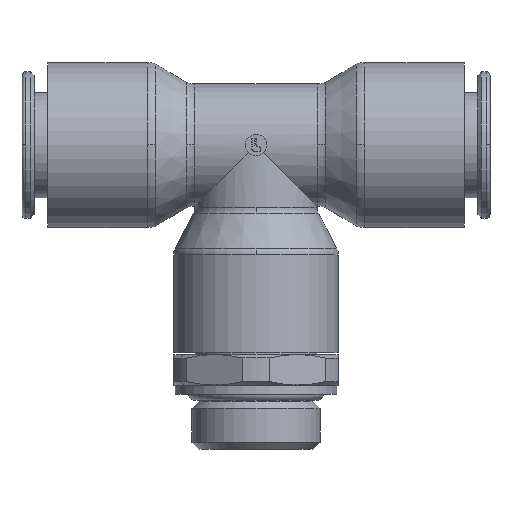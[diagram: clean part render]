
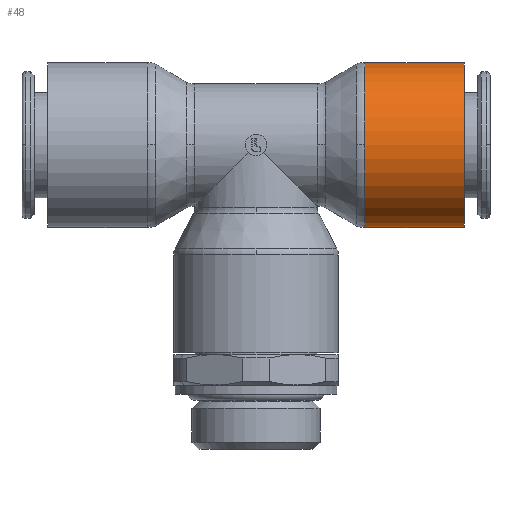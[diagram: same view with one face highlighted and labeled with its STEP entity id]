
A CAD part, top view. The second image highlights one B-rep face of the part: STEP entity #48.
In plain terms, the highlighted cylindrical face has radius 13.5 mm (diameter 27 mm), a partial arc.
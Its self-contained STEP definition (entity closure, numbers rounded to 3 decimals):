
#48=ADVANCED_FACE('',(#185),#186,.T.);
#185=FACE_OUTER_BOUND('',#468,.T.);
#186=CYLINDRICAL_SURFACE('',#469,13.5);
#468=EDGE_LOOP('',(#761,#762,#763,#764,#765));
#469=AXIS2_PLACEMENT_3D('',#766,#767,#768);
#761=ORIENTED_EDGE('',*,*,#1817,.F.);
#762=ORIENTED_EDGE('',*,*,#1818,.T.);
#763=ORIENTED_EDGE('',*,*,#1819,.T.);
#764=ORIENTED_EDGE('',*,*,#1820,.F.);
#765=ORIENTED_EDGE('',*,*,#1821,.F.);
#766=CARTESIAN_POINT('',(25.95,39.3,0.0));
#767=DIRECTION('',(1.0,0.0,0.0));
#768=DIRECTION('',(0.0,1.0,0.0));
#1817=EDGE_CURVE('',#2152,#2153,#2154,.T.);
#1818=EDGE_CURVE('',#2152,#2155,#2156,.T.);
#1819=EDGE_CURVE('',#2155,#2157,#2158,.T.);
#1820=EDGE_CURVE('',#2159,#2157,#2160,.T.);
#1821=EDGE_CURVE('',#2153,#2159,#2161,.T.);
#2152=VERTEX_POINT('',#2693);
#2153=VERTEX_POINT('',#2694);
#2154=LINE('',#2695,#2696);
#2155=VERTEX_POINT('',#2697);
#2156=CIRCLE('',#2698,13.5);
#2157=VERTEX_POINT('',#2699);
#2158=CIRCLE('',#2700,13.5);
#2159=VERTEX_POINT('',#2701);
#2160=LINE('',#2702,#2703);
#2161=CIRCLE('',#2704,13.5);
#2693=CARTESIAN_POINT('',(17.8,52.8,0.0));
#2694=CARTESIAN_POINT('',(34.1,52.8,0.0));
#2695=CARTESIAN_POINT('',(25.95,52.8,0.));
#2696=VECTOR('',#3708,1.0);
#2697=CARTESIAN_POINT('',(17.8,39.3,13.5));
#2698=AXIS2_PLACEMENT_3D('',#3709,#3710,#3711);
#2699=CARTESIAN_POINT('',(17.8,25.8,0.));
#2700=AXIS2_PLACEMENT_3D('',#3712,#3713,#3714);
#2701=CARTESIAN_POINT('',(34.1,25.8,0.));
#2702=CARTESIAN_POINT('',(25.95,25.8,0.));
#2703=VECTOR('',#3715,1.0);
#2704=AXIS2_PLACEMENT_3D('',#3716,#3717,#3718);
#3708=DIRECTION('',(1.0,0.0,0.0));
#3709=CARTESIAN_POINT('',(17.8,39.3,0.0));
#3710=DIRECTION('',(1.0,0.0,0.0));
#3711=DIRECTION('',(0.0,1.0,0.0));
#3712=CARTESIAN_POINT('',(17.8,39.3,0.0));
#3713=DIRECTION('',(1.0,0.0,0.0));
#3714=DIRECTION('',(0.0,1.0,0.0));
#3715=DIRECTION('',(-1.0,-0.0,-0.0));
#3716=CARTESIAN_POINT('',(34.1,39.3,0.0));
#3717=DIRECTION('',(1.0,0.0,0.0));
#3718=DIRECTION('',(0.0,1.0,0.0));
